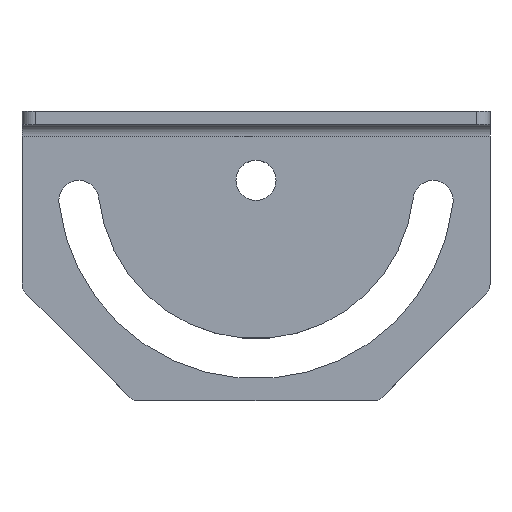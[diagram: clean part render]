
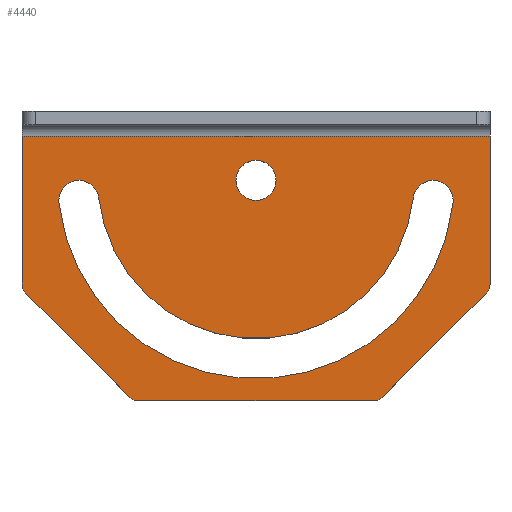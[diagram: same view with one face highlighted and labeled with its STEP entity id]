
A CAD part, top view. The second image highlights one B-rep face of the part: STEP entity #4440.
In plain terms, the highlighted face is planar.
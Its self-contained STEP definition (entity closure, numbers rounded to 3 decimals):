
#1250=CARTESIAN_POINT('',(3.,105.,2.56));
#1260=VERTEX_POINT('',#1250);
#1290=CARTESIAN_POINT('',(3.,105.,3.));
#1300=DIRECTION('',(0.,0.,1.));
#1310=VECTOR('',#1300,1.);
#1320=LINE('',#1290,#1310);
#1330=CARTESIAN_POINT('',(3.,105.,35.757));
#1340=VERTEX_POINT('',#1330);
#1350=EDGE_CURVE('',#1260,#1340,#1320,.T.);
#3030=CARTESIAN_POINT('',(3.,0.,2.56));
#3040=VERTEX_POINT('',#3030);
#3070=CARTESIAN_POINT('',(3.,0.,2.56));
#3080=DIRECTION('',(0.,-1.,0.));
#3090=VECTOR('',#3080,1.);
#3100=LINE('',#3070,#3090);
#3110=EDGE_CURVE('',#1260,#3040,#3100,.T.);
#3160=CARTESIAN_POINT('',(3.,105.,3.));
#3170=DIRECTION('',(-1.,0.,0.));
#3180=DIRECTION('',(0.,-1.,0.));
#3190=AXIS2_PLACEMENT_3D('',#3160,#3170,#3180);
#3200=PLANE('',#3190);
#3210=ORIENTED_EDGE('',*,*,#3110,.F.);
#3220=CARTESIAN_POINT('',(3.,0.,3.));
#3230=DIRECTION('',(0.,0.,-1.));
#3240=VECTOR('',#3230,1.);
#3250=LINE('',#3220,#3240);
#3260=CARTESIAN_POINT('',(3.,0.,35.757));
#3270=VERTEX_POINT('',#3260);
#3280=EDGE_CURVE('',#3270,#3040,#3250,.T.);
#3290=ORIENTED_EDGE('',*,*,#3280,.T.);
#3300=CARTESIAN_POINT('',(3.,3.,35.757));
#3310=DIRECTION('',(-1.,0.,0.));
#3320=DIRECTION('',(0.,1.,0.));
#3330=AXIS2_PLACEMENT_3D('',#3300,#3310,#3320);
#3340=CIRCLE('',#3330,3.);
#3350=CARTESIAN_POINT('',(3.,0.879,37.879));
#3360=VERTEX_POINT('',#3350);
#3370=EDGE_CURVE('',#3270,#3360,#3340,.T.);
#3380=ORIENTED_EDGE('',*,*,#3370,.F.);
#3390=CARTESIAN_POINT('',(3.,-37.,0.));
#3400=DIRECTION('',(0.,0.707,0.707));
#3410=VECTOR('',#3400,1.);
#3420=LINE('',#3390,#3410);
#3430=CARTESIAN_POINT('',(3.,24.121,61.121));
#3440=VERTEX_POINT('',#3430);
#3450=EDGE_CURVE('',#3360,#3440,#3420,.T.);
#3460=ORIENTED_EDGE('',*,*,#3450,.F.);
#3470=CARTESIAN_POINT('',(3.,26.243,59.));
#3480=DIRECTION('',(-1.,0.,0.));
#3490=DIRECTION('',(0.,1.,0.));
#3500=AXIS2_PLACEMENT_3D('',#3470,#3480,#3490);
#3510=CIRCLE('',#3500,3.);
#3520=CARTESIAN_POINT('',(3.,26.243,62.));
#3530=VERTEX_POINT('',#3520);
#3540=EDGE_CURVE('',#3440,#3530,#3510,.T.);
#3550=ORIENTED_EDGE('',*,*,#3540,.F.);
#3560=CARTESIAN_POINT('',(3.,105.,62.));
#3570=DIRECTION('',(0.,-1.,0.));
#3580=VECTOR('',#3570,1.);
#3590=LINE('',#3560,#3580);
#3600=CARTESIAN_POINT('',(3.,78.757,62.));
#3610=VERTEX_POINT('',#3600);
#3620=EDGE_CURVE('',#3610,#3530,#3590,.T.);
#3630=ORIENTED_EDGE('',*,*,#3620,.T.);
#3640=CARTESIAN_POINT('',(3.,78.757,59.));
#3650=DIRECTION('',(-1.,0.,0.));
#3660=DIRECTION('',(0.,1.,0.));
#3670=AXIS2_PLACEMENT_3D('',#3640,#3650,#3660);
#3680=CIRCLE('',#3670,3.);
#3690=CARTESIAN_POINT('',(3.,80.879,61.121));
#3700=VERTEX_POINT('',#3690);
#3710=EDGE_CURVE('',#3610,#3700,#3680,.T.);
#3720=ORIENTED_EDGE('',*,*,#3710,.F.);
#3730=CARTESIAN_POINT('',(3.,142.,0.));
#3740=DIRECTION('',(0.,0.707,-0.707));
#3750=VECTOR('',#3740,1.);
#3760=LINE('',#3730,#3750);
#3770=CARTESIAN_POINT('',(3.,104.121,37.879));
#3780=VERTEX_POINT('',#3770);
#3790=EDGE_CURVE('',#3700,#3780,#3760,.T.);
#3800=ORIENTED_EDGE('',*,*,#3790,.F.);
#3810=CARTESIAN_POINT('',(3.,102.,35.757));
#3820=DIRECTION('',(-1.,0.,0.));
#3830=DIRECTION('',(0.,1.,0.));
#3840=AXIS2_PLACEMENT_3D('',#3810,#3820,#3830);
#3850=CIRCLE('',#3840,3.);
#3860=EDGE_CURVE('',#3780,#1340,#3850,.T.);
#3870=ORIENTED_EDGE('',*,*,#3860,.F.);
#3880=ORIENTED_EDGE('',*,*,#1350,.T.);
#3890=EDGE_LOOP('',(#3880,#3870,#3800,#3720,#3630,#3550,#3460,#3380,
#3290,#3210));
#3900=FACE_OUTER_BOUND('',#3890,.T.);
#3910=CARTESIAN_POINT('',(3.,52.5,12.5));
#3920=DIRECTION('',(1.,0.,0.));
#3930=DIRECTION('',(0.,1.,0.));
#3940=AXIS2_PLACEMENT_3D('',#3910,#3920,#3930);
#3950=CIRCLE('',#3940,4.5);
#3960=CARTESIAN_POINT('',(3.,57.,12.5));
#3970=VERTEX_POINT('',#3960);
#3980=CARTESIAN_POINT('',(3.,48.,12.5));
#3990=VERTEX_POINT('',#3980);
#4000=EDGE_CURVE('',#3970,#3990,#3950,.T.);
#4010=ORIENTED_EDGE('',*,*,#4000,.F.);
#4020=EDGE_CURVE('',#3990,#3970,#3950,.T.);
#4030=ORIENTED_EDGE('',*,*,#4020,.F.);
#4040=EDGE_LOOP('',(#4030,#4010));
#4050=FACE_BOUND('',#4040,.T.);
#4060=CARTESIAN_POINT('',(3.,52.5,12.5));
#4070=DIRECTION('',(1.,0.,0.));
#4080=DIRECTION('',(0.,1.,0.));
#4090=AXIS2_PLACEMENT_3D('',#4060,#4070,#4080);
#4100=CIRCLE('',#4090,44.5);
#4110=CARTESIAN_POINT('',(3.,96.718,17.506));
#4120=VERTEX_POINT('',#4110);
#4130=CARTESIAN_POINT('',(3.,8.282,17.506));
#4140=VERTEX_POINT('',#4130);
#4150=EDGE_CURVE('',#4120,#4140,#4100,.T.);
#4160=ORIENTED_EDGE('',*,*,#4150,.F.);
#4170=CARTESIAN_POINT('',(3.,12.754,17.));
#4180=DIRECTION('',(1.,0.,0.));
#4190=DIRECTION('',(0.,1.,0.));
#4200=AXIS2_PLACEMENT_3D('',#4170,#4180,#4190);
#4210=CIRCLE('',#4200,4.5);
#4220=CARTESIAN_POINT('',(3.,17.225,16.494));
#4230=VERTEX_POINT('',#4220);
#4240=EDGE_CURVE('',#4140,#4230,#4210,.T.);
#4250=ORIENTED_EDGE('',*,*,#4240,.F.);
#4260=CARTESIAN_POINT('',(3.,52.5,12.5));
#4270=DIRECTION('',(1.,0.,0.));
#4280=DIRECTION('',(0.,1.,0.));
#4290=AXIS2_PLACEMENT_3D('',#4260,#4270,#4280);
#4300=CIRCLE('',#4290,35.5);
#4310=CARTESIAN_POINT('',(3.,87.775,16.494));
#4320=VERTEX_POINT('',#4310);
#4330=EDGE_CURVE('',#4320,#4230,#4300,.T.);
#4340=ORIENTED_EDGE('',*,*,#4330,.T.);
#4350=CARTESIAN_POINT('',(3.,92.246,17.));
#4360=DIRECTION('',(1.,0.,0.));
#4370=DIRECTION('',(0.,1.,0.));
#4380=AXIS2_PLACEMENT_3D('',#4350,#4360,#4370);
#4390=CIRCLE('',#4380,4.5);
#4400=EDGE_CURVE('',#4320,#4120,#4390,.T.);
#4410=ORIENTED_EDGE('',*,*,#4400,.F.);
#4420=EDGE_LOOP('',(#4410,#4340,#4250,#4160));
#4430=FACE_BOUND('',#4420,.T.);
#4440=ADVANCED_FACE('',(#3900,#4050,#4430),#3200,.F.);
